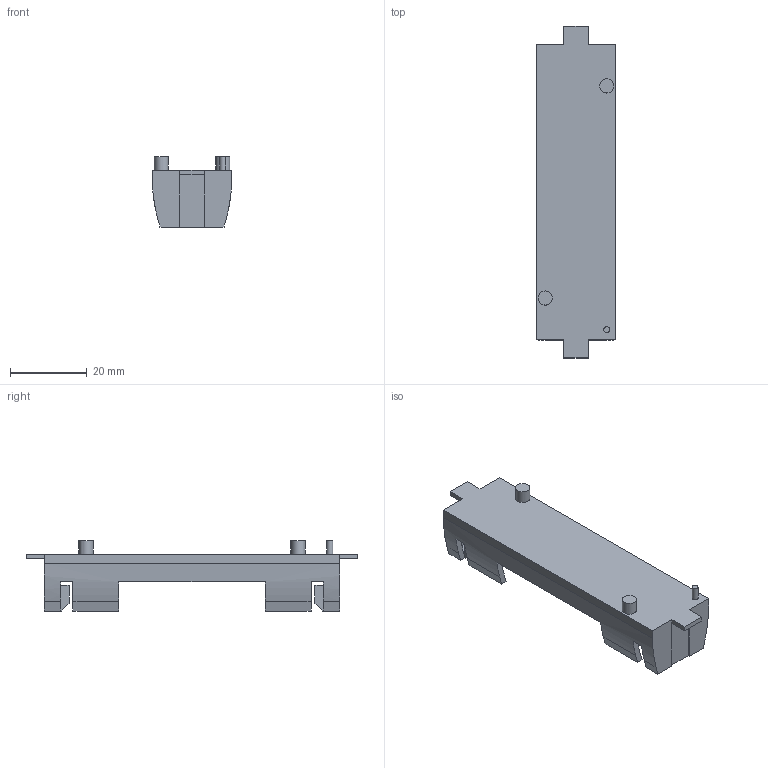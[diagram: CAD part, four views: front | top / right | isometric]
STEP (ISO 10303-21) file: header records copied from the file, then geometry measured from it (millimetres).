
FILE_DESCRIPTION(/* description */ (''),/* implementation_level */ '2;1');
FILE_NAME(/* name */ 'BATTERY HOLDER 18650 SMD TAB v1.step',/* time_stamp */ '2018-10-23T16:43:30-07:00',/* author */ ('dylan.gutierrez'),/* organization */ (''),/* preprocessor_version */ 'ST-DEVELOPER v17.2',/* originating_system */ 'Autodesk Translation Framework v7.6.0.251',/* authorisation */ '');
FILE_SCHEMA (('AUTOMOTIVE_DESIGN { 1 0 10303 214 3 1 1 }'));
Length unit declared in the file: inch
Products named in the file (1): BATTERY HOLDER 18650 SMD TAB
Bounding box: 20.65 x 86.46 x 18.29 mm (x, y, z)
Volume: 5951.1 mm3; surface area: 8154 mm2
Topology: 4 solids, 4 shells, 111 faces, 295 edges, 194 vertices
Faces by surface type: plane 104, cylinder 7
Full cylindrical faces by diameter (mm): 1.575 x1, 3.683 x2
Entity records: 3487 total; most frequent: CARTESIAN_POINT 605, ORIENTED_EDGE 598, DIRECTION 561, EDGE_CURVE 299, LINE 261, VECTOR 261, VERTEX_POINT 194, AXIS2_PLACEMENT_3D 150
